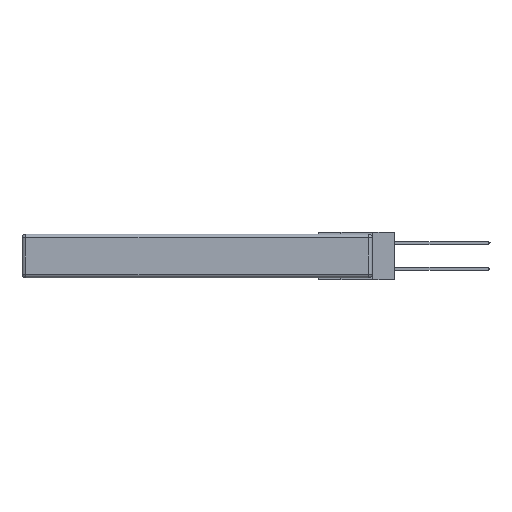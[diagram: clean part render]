
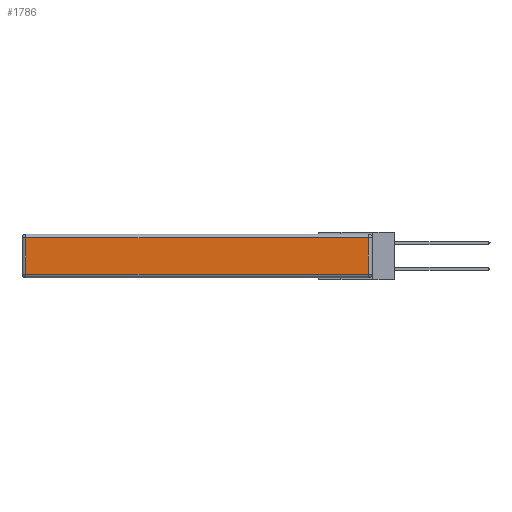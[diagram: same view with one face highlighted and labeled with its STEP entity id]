
A CAD part, left-side view. The second image highlights one B-rep face of the part: STEP entity #1786.
In plain terms, the highlighted planar face has unit normal (-1, 0, 0).
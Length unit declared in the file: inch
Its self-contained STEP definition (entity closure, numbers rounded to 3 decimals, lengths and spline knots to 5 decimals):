
#80 = LINE ( 'NONE', #4287, #8223 ) ;
#542 = AXIS2_PLACEMENT_3D ( 'NONE', #8794, #2085, #3258 ) ;
#863 = PLANE ( 'NONE',  #542 ) ;
#1009 = CARTESIAN_POINT ( 'NONE',  ( 0., 2.72, -0.343 ) ) ;
#1786 = ADVANCED_FACE ( 'NONE', ( #11039 ), #863, .T. ) ;
#2000 = VERTEX_POINT ( 'NONE', #7969 ) ;
#2015 = EDGE_CURVE ( 'NONE', #2000, #10640, #80, .T. ) ;
#2085 = DIRECTION ( 'NONE',  ( -1., 0., 0. ) ) ;
#3258 = DIRECTION ( 'NONE',  ( 0., 0., 1. ) ) ;
#3958 = VECTOR ( 'NONE', #5766, 39.37008 ) ;
#4287 = CARTESIAN_POINT ( 'NONE',  ( 0., 2.75, -0.03 ) ) ;
#5434 = VECTOR ( 'NONE', #8301, 39.37008 ) ;
#5766 = DIRECTION ( 'NONE',  ( 0., 0., -1. ) ) ;
#5923 = VERTEX_POINT ( 'NONE', #7294 ) ;
#6499 = DIRECTION ( 'NONE',  ( 0., 0., 1. ) ) ;
#7294 = CARTESIAN_POINT ( 'NONE',  ( 0., 2.72, -0.313 ) ) ;
#7946 = ORIENTED_EDGE ( 'NONE', *, *, #10863, .T. ) ;
#7969 = CARTESIAN_POINT ( 'NONE',  ( 0., 0.03, -0.03 ) ) ;
#8223 = VECTOR ( 'NONE', #11808, 39.37008 ) ;
#8240 = LINE ( 'NONE', #10044, #5434 ) ;
#8301 = DIRECTION ( 'NONE',  ( 0., -1., 0. ) ) ;
#8309 = CARTESIAN_POINT ( 'NONE',  ( 0., 0.03, -0.343 ) ) ;
#8794 = CARTESIAN_POINT ( 'NONE',  ( 0., 0., -0.343 ) ) ;
#8870 = VERTEX_POINT ( 'NONE', #11525 ) ;
#9943 = EDGE_CURVE ( 'NONE', #10640, #5923, #10923, .T. ) ;
#10044 = CARTESIAN_POINT ( 'NONE',  ( 0., 0., -0.313 ) ) ;
#10188 = EDGE_LOOP ( 'NONE', ( #7946, #11334, #11710, #12234 ) ) ;
#10304 = VECTOR ( 'NONE', #6499, 39.37008 ) ;
#10544 = EDGE_CURVE ( 'NONE', #8870, #2000, #10601, .T. ) ;
#10601 = LINE ( 'NONE', #8309, #10304 ) ;
#10640 = VERTEX_POINT ( 'NONE', #11394 ) ;
#10863 = EDGE_CURVE ( 'NONE', #5923, #8870, #8240, .T. ) ;
#10923 = LINE ( 'NONE', #1009, #3958 ) ;
#11039 = FACE_OUTER_BOUND ( 'NONE', #10188, .T. ) ;
#11334 = ORIENTED_EDGE ( 'NONE', *, *, #10544, .T. ) ;
#11394 = CARTESIAN_POINT ( 'NONE',  ( 0., 2.72, -0.03 ) ) ;
#11525 = CARTESIAN_POINT ( 'NONE',  ( 0., 0.03, -0.313 ) ) ;
#11710 = ORIENTED_EDGE ( 'NONE', *, *, #2015, .T. ) ;
#11808 = DIRECTION ( 'NONE',  ( 0., 1., 0. ) ) ;
#12234 = ORIENTED_EDGE ( 'NONE', *, *, #9943, .T. ) ;
